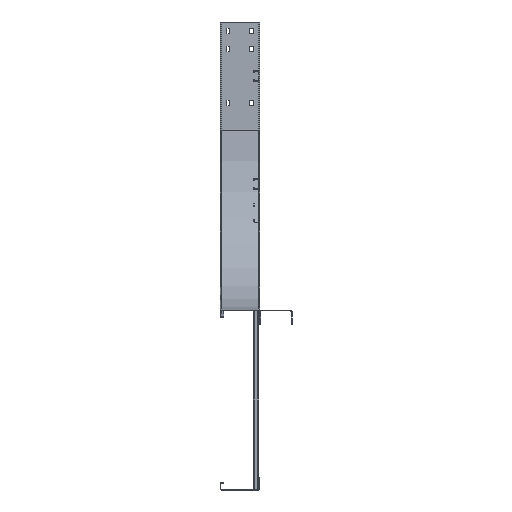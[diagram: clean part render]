
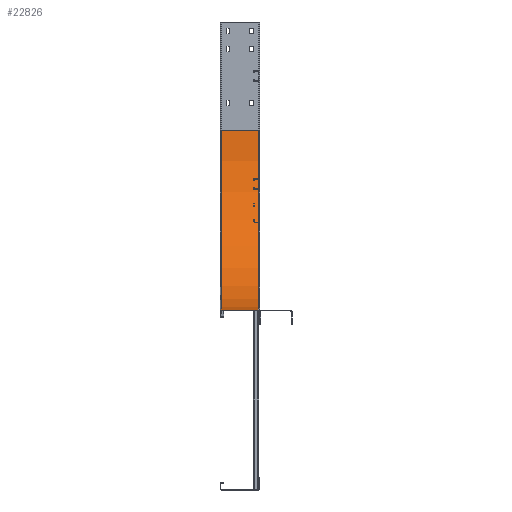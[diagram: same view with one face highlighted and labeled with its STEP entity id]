
A CAD part, left-side view. The second image highlights one B-rep face of the part: STEP entity #22826.
In plain terms, the highlighted cylindrical face has radius 500 mm (diameter 1000 mm), a partial arc.
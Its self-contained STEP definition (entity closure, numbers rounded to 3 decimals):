
#19938=CARTESIAN_POINT('',(-300.,3.5,500.));
#19939=DIRECTION('',(0.,1.,0.));
#19940=DIRECTION('',(0.,0.,-1.));
#19941=AXIS2_PLACEMENT_3D('',#19938,#19939,#19940);
#20551=DIRECTION('',(0.,1.,0.));
#20552=VECTOR('',#20551,103.);
#20553=CARTESIAN_POINT('',(-300.,3.5,0.));
#20554=LINE('',#20553,#20552);
#20555=DIRECTION('',(0.,-1.,0.));
#20556=VECTOR('',#20555,103.);
#20557=CARTESIAN_POINT('',(-800.,106.5,500.));
#20558=LINE('',#20557,#20556);
#20564=CARTESIAN_POINT('',(-300.,106.5,500.));
#20565=DIRECTION('',(0.,-1.,0.));
#20566=DIRECTION('',(-1.,0.,0.));
#20567=AXIS2_PLACEMENT_3D('',#20564,#20565,#20566);
#21358=CARTESIAN_POINT('',(-300.,106.5,0.));
#21359=VERTEX_POINT('',#21358);
#21458=CARTESIAN_POINT('',(-300.,3.5,0.));
#21459=VERTEX_POINT('',#21458);
#21530=CARTESIAN_POINT('',(-800.,106.5,500.));
#21531=VERTEX_POINT('',#21530);
#21532=CARTESIAN_POINT('',(-800.,3.5,500.));
#21533=VERTEX_POINT('',#21532);
#22814=CARTESIAN_POINT('',(-300.,0.,500.));
#22815=DIRECTION('',(0.,1.,0.));
#22816=DIRECTION('',(0.,0.,1.));
#22817=AXIS2_PLACEMENT_3D('',#22814,#22815,#22816);
#22818=CYLINDRICAL_SURFACE('',#22817,500.);
#22819=ORIENTED_EDGE('',*,*,#22187,.F.);
#22820=ORIENTED_EDGE('',*,*,#22323,.T.);
#22821=ORIENTED_EDGE('',*,*,#22705,.F.);
#22823=ORIENTED_EDGE('',*,*,#22822,.T.);
#22824=EDGE_LOOP('',(#22819,#22820,#22821,#22823));
#22825=FACE_OUTER_BOUND('',#22824,.F.);
#22826=ADVANCED_FACE('',(#22825),#22818,.F.);
#19942=CIRCLE('',#19941,500.);
#20568=CIRCLE('',#20567,500.);
#22187=EDGE_CURVE('',#21459,#21359,#20554,.T.);
#22323=EDGE_CURVE('',#21459,#21533,#19942,.T.);
#22705=EDGE_CURVE('',#21531,#21533,#20558,.T.);
#22822=EDGE_CURVE('',#21531,#21359,#20568,.T.);
